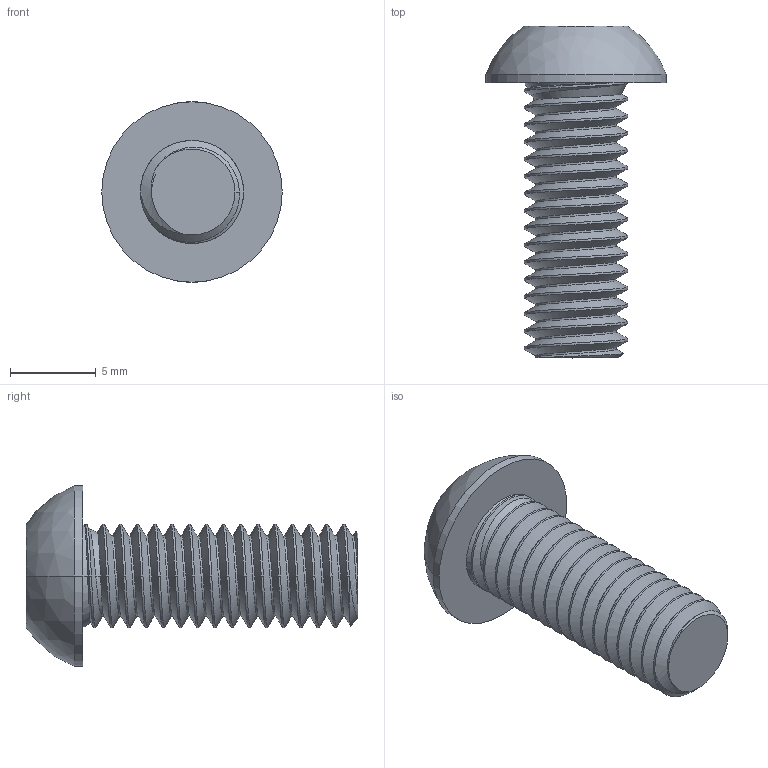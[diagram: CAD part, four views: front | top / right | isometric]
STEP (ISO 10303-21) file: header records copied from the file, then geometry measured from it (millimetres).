
FILE_DESCRIPTION(('HOOPS Exchange Step'),'2;1');
FILE_NAME('export-B825BB88-B850-46EF-816D-597F9EEDEBF7.stp','2022-04-11T23:01:18+03:00',('othaa'),('Alibre'),'HOOPS Exchange 2020.1','Alibre','Unknown authorisation');
FILE_SCHEMA( ('AP242_MANAGED_MODEL_BASED_3D_ENGINEERING_MIM_LF {1 0 10303 442 1 1 4 }') );
Length unit declared in the file: millimetre
Products named in the file (1): M6
Bounding box: 10.5 x 19.3 x 10.5 mm (x, y, z)
Volume: 548.4 mm3; surface area: 717.3 mm2
Topology: 1 solids, 1 shells, 63 faces, 159 edges, 100 vertices
Faces by surface type: cylinder 34, cone 14, plane 10, bspline 3, sphere 2
Entity records: 4418 total; most frequent: CARTESIAN_POINT 3110, ORIENTED_EDGE 318, DIRECTION 219, EDGE_CURVE 159, VERTEX_POINT 100, AXIS2_PLACEMENT_3D 84, EDGE_LOOP 65, FACE_BOUND 65
